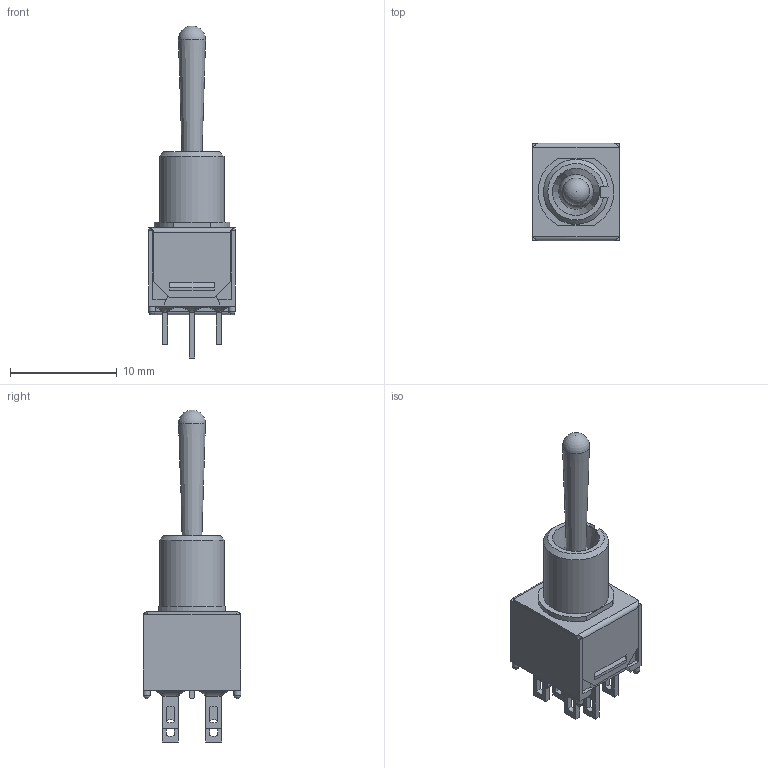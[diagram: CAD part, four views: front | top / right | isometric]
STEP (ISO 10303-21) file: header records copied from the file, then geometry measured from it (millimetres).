
FILE_DESCRIPTION(/* description */ (''),/* implementation_level */ '2;1');
FILE_NAME(/* name */ '200MDPxT4B7M1xE.stp',/* time_stamp */ '2026-01-21T17:28:07-06:00',/* author */ ('jmeyers'),/* organization */ (''),/* preprocessor_version */ 'ST-DEVELOPER v18.1',/* originating_system */ 'Autodesk Inventor 2022',/* authorisation */ '');
FILE_SCHEMA (('AUTOMOTIVE_DESIGN { 1 0 10303 214 3 1 1 }'));
Length unit declared in the file: inch
Products named in the file (1): Part15
Bounding box: 8.13 x 9.14 x 31.08 mm (x, y, z)
Volume: 446.2 mm3; surface area: 1292.1 mm2
Topology: 2 solids, 3 shells, 215 faces, 603 edges, 392 vertices
Faces by surface type: plane 156, cylinder 34, bspline 16, sphere 6, cone 3
Full cylindrical faces by diameter (mm): 0.65 x4
Entity records: 7935 total; most frequent: CARTESIAN_POINT 2492, ORIENTED_EDGE 1194, DIRECTION 994, EDGE_CURVE 597, LINE 428, VECTOR 428, VERTEX_POINT 392, AXIS2_PLACEMENT_3D 283
